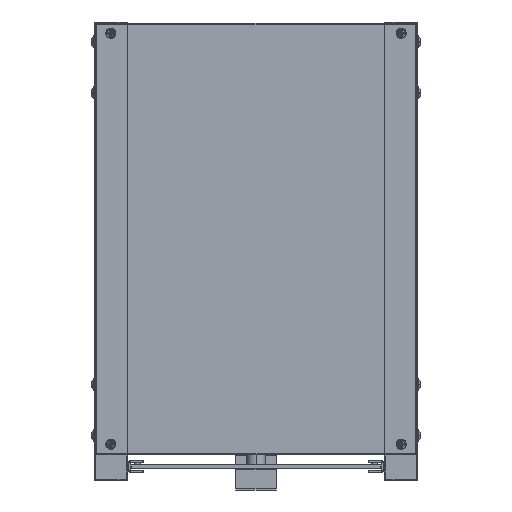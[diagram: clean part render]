
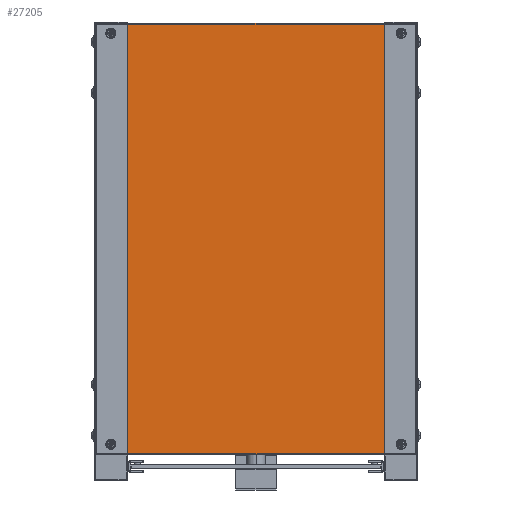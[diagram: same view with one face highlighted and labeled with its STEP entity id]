
A CAD part, left-side view. The second image highlights one B-rep face of the part: STEP entity #27205.
In plain terms, the highlighted face is planar.
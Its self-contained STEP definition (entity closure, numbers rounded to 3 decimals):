
#231 = LINE ( 'NONE', #46758, #27276 ) ;
#721 = CARTESIAN_POINT ( 'NONE',  ( -211.75, 0., 157.5 ) ) ;
#1360 = VERTEX_POINT ( 'NONE', #10240 ) ;
#1393 = ORIENTED_EDGE ( 'NONE', *, *, #49791, .F. ) ;
#1451 = EDGE_CURVE ( 'NONE', #5848, #21946, #15480, .T. ) ;
#1788 = CARTESIAN_POINT ( 'NONE',  ( 201.75, 0., 142.5 ) ) ;
#1954 = DIRECTION ( 'NONE',  ( 0., 0., 1. ) ) ;
#3609 = FACE_BOUND ( 'NONE', #6468, .T. ) ;
#3648 = DIRECTION ( 'NONE',  ( 0., 0., -1. ) ) ;
#5673 = ORIENTED_EDGE ( 'NONE', *, *, #25962, .F. ) ;
#5848 = VERTEX_POINT ( 'NONE', #50266 ) ;
#6183 = CARTESIAN_POINT ( 'NONE',  ( -201.75, 0., -142.5 ) ) ;
#6212 = DIRECTION ( 'NONE',  ( 0., -1., 0. ) ) ;
#6237 = AXIS2_PLACEMENT_3D ( 'NONE', #6243, #9904, #37368 ) ;
#6243 = CARTESIAN_POINT ( 'NONE',  ( -201.75, 0., 142.5 ) ) ;
#6468 = EDGE_LOOP ( 'NONE', ( #12696, #23188 ) ) ;
#6740 = CARTESIAN_POINT ( 'NONE',  ( -201.75, 0., -142.5 ) ) ;
#8227 = EDGE_LOOP ( 'NONE', ( #1393, #9063 ) ) ;
#8230 = CARTESIAN_POINT ( 'NONE',  ( 201.75, 0., 144.2 ) ) ;
#9056 = EDGE_CURVE ( 'NONE', #13915, #36336, #21107, .T. ) ;
#9063 = ORIENTED_EDGE ( 'NONE', *, *, #21863, .F. ) ;
#9672 = EDGE_CURVE ( 'NONE', #21946, #5848, #42634, .T. ) ;
#9720 = EDGE_CURVE ( 'NONE', #10644, #52138, #231, .T. ) ;
#9904 = DIRECTION ( 'NONE',  ( 0., -1., 0. ) ) ;
#10240 = CARTESIAN_POINT ( 'NONE',  ( -211.75, 0., -157.5 ) ) ;
#10644 = VERTEX_POINT ( 'NONE', #50843 ) ;
#10987 = DIRECTION ( 'NONE',  ( 0., 0., 1. ) ) ;
#11464 = CIRCLE ( 'NONE', #6237, 1.7 ) ;
#11651 = EDGE_CURVE ( 'NONE', #36336, #13915, #25666, .T. ) ;
#11804 = CARTESIAN_POINT ( 'NONE',  ( 201.75, 0., -144.2 ) ) ;
#12696 = ORIENTED_EDGE ( 'NONE', *, *, #1451, .F. ) ;
#13915 = VERTEX_POINT ( 'NONE', #16600 ) ;
#14344 = VERTEX_POINT ( 'NONE', #23589 ) ;
#15084 = DIRECTION ( 'NONE',  ( 0., 0., 1. ) ) ;
#15480 = CIRCLE ( 'NONE', #35008, 1.7 ) ;
#16600 = CARTESIAN_POINT ( 'NONE',  ( -201.75, 0., -144.2 ) ) ;
#17878 = EDGE_CURVE ( 'NONE', #54665, #10644, #21009, .T. ) ;
#17901 = DIRECTION ( 'NONE',  ( 0., -1., 0. ) ) ;
#19877 = ORIENTED_EDGE ( 'NONE', *, *, #9056, .F. ) ;
#20345 = AXIS2_PLACEMENT_3D ( 'NONE', #47952, #43084, #21445 ) ;
#21009 = LINE ( 'NONE', #39534, #37751 ) ;
#21016 = CARTESIAN_POINT ( 'NONE',  ( 201.75, 0., -142.5 ) ) ;
#21107 = CIRCLE ( 'NONE', #32425, 1.7 ) ;
#21445 = DIRECTION ( 'NONE',  ( 0., 0., -1. ) ) ;
#21609 = FACE_BOUND ( 'NONE', #28350, .T. ) ;
#21863 = EDGE_CURVE ( 'NONE', #14344, #23853, #41118, .T. ) ;
#21946 = VERTEX_POINT ( 'NONE', #8230 ) ;
#22025 = DIRECTION ( 'NONE',  ( 0., 0., -1. ) ) ;
#23024 = FACE_OUTER_BOUND ( 'NONE', #33573, .T. ) ;
#23188 = ORIENTED_EDGE ( 'NONE', *, *, #9672, .F. ) ;
#23589 = CARTESIAN_POINT ( 'NONE',  ( -201.75, 0., 144.2 ) ) ;
#23853 = VERTEX_POINT ( 'NONE', #24529 ) ;
#24426 = ORIENTED_EDGE ( 'NONE', *, *, #9720, .F. ) ;
#24529 = CARTESIAN_POINT ( 'NONE',  ( -201.75, 0., 140.8 ) ) ;
#24768 = CARTESIAN_POINT ( 'NONE',  ( -201.75, 0., -140.8 ) ) ;
#25099 = AXIS2_PLACEMENT_3D ( 'NONE', #33946, #52256, #3648 ) ;
#25666 = CIRCLE ( 'NONE', #44468, 1.7 ) ;
#25734 = CARTESIAN_POINT ( 'NONE',  ( 0., 0., 0. ) ) ;
#25962 = EDGE_CURVE ( 'NONE', #39307, #46500, #39939, .T. ) ;
#27205 = ADVANCED_FACE ( 'NONE', ( #33475, #21609, #3609, #56509, #23024 ), #52426, .T. ) ;
#27276 = VECTOR ( 'NONE', #55726, 1000. ) ;
#27370 = VECTOR ( 'NONE', #48103, 1000. ) ;
#28350 = EDGE_LOOP ( 'NONE', ( #19877, #30069 ) ) ;
#30069 = ORIENTED_EDGE ( 'NONE', *, *, #11651, .F. ) ;
#32425 = AXIS2_PLACEMENT_3D ( 'NONE', #6740, #55410, #10987 ) ;
#33475 = FACE_BOUND ( 'NONE', #8227, .T. ) ;
#33573 = EDGE_LOOP ( 'NONE', ( #51700, #51290, #24426, #45268 ) ) ;
#33691 = CARTESIAN_POINT ( 'NONE',  ( 201.75, 0., 142.5 ) ) ;
#33946 = CARTESIAN_POINT ( 'NONE',  ( 201.75, 0., -142.5 ) ) ;
#34064 = DIRECTION ( 'NONE',  ( 0., -1., 0. ) ) ;
#34091 = DIRECTION ( 'NONE',  ( -1., 0., 0. ) ) ;
#34955 = LINE ( 'NONE', #43434, #53590 ) ;
#35008 = AXIS2_PLACEMENT_3D ( 'NONE', #1788, #6212, #15084 ) ;
#36336 = VERTEX_POINT ( 'NONE', #24768 ) ;
#37368 = DIRECTION ( 'NONE',  ( 0., 0., -1. ) ) ;
#37506 = DIRECTION ( 'NONE',  ( 0., -1., 0. ) ) ;
#37751 = VECTOR ( 'NONE', #57045, 1000. ) ;
#38220 = DIRECTION ( 'NONE',  ( 0., -1., 0. ) ) ;
#38603 = EDGE_CURVE ( 'NONE', #1360, #54665, #42744, .T. ) ;
#39307 = VERTEX_POINT ( 'NONE', #49378 ) ;
#39534 = CARTESIAN_POINT ( 'NONE',  ( 211.75, 0., 157.5 ) ) ;
#39939 = CIRCLE ( 'NONE', #46255, 1.7 ) ;
#41118 = CIRCLE ( 'NONE', #20345, 1.7 ) ;
#41159 = AXIS2_PLACEMENT_3D ( 'NONE', #25734, #17901, #22025 ) ;
#41242 = EDGE_CURVE ( 'NONE', #46500, #39307, #52915, .T. ) ;
#42634 = CIRCLE ( 'NONE', #53011, 1.7 ) ;
#42744 = LINE ( 'NONE', #56868, #27370 ) ;
#42948 = EDGE_CURVE ( 'NONE', #52138, #1360, #34955, .T. ) ;
#43084 = DIRECTION ( 'NONE',  ( 0., -1., 0. ) ) ;
#43434 = CARTESIAN_POINT ( 'NONE',  ( 211.75, 0., -157.5 ) ) ;
#44468 = AXIS2_PLACEMENT_3D ( 'NONE', #6183, #37506, #1954 ) ;
#45268 = ORIENTED_EDGE ( 'NONE', *, *, #17878, .F. ) ;
#45729 = CARTESIAN_POINT ( 'NONE',  ( 211.75, 0., -157.5 ) ) ;
#46255 = AXIS2_PLACEMENT_3D ( 'NONE', #21016, #34064, #52189 ) ;
#46500 = VERTEX_POINT ( 'NONE', #11804 ) ;
#46758 = CARTESIAN_POINT ( 'NONE',  ( 211.75, 0., -157.5 ) ) ;
#47137 = DIRECTION ( 'NONE',  ( 0., 0., 1. ) ) ;
#47952 = CARTESIAN_POINT ( 'NONE',  ( -201.75, 0., 142.5 ) ) ;
#48103 = DIRECTION ( 'NONE',  ( 0., 0., 1. ) ) ;
#49378 = CARTESIAN_POINT ( 'NONE',  ( 201.75, 0., -140.8 ) ) ;
#49791 = EDGE_CURVE ( 'NONE', #23853, #14344, #11464, .T. ) ;
#50266 = CARTESIAN_POINT ( 'NONE',  ( 201.75, 0., 140.8 ) ) ;
#50843 = CARTESIAN_POINT ( 'NONE',  ( 211.75, 0., 157.5 ) ) ;
#51021 = EDGE_LOOP ( 'NONE', ( #52633, #5673 ) ) ;
#51290 = ORIENTED_EDGE ( 'NONE', *, *, #42948, .F. ) ;
#51700 = ORIENTED_EDGE ( 'NONE', *, *, #38603, .F. ) ;
#52138 = VERTEX_POINT ( 'NONE', #45729 ) ;
#52189 = DIRECTION ( 'NONE',  ( 0., 0., -1. ) ) ;
#52256 = DIRECTION ( 'NONE',  ( 0., -1., 0. ) ) ;
#52426 = PLANE ( 'NONE',  #41159 ) ;
#52633 = ORIENTED_EDGE ( 'NONE', *, *, #41242, .F. ) ;
#52915 = CIRCLE ( 'NONE', #25099, 1.7 ) ;
#53011 = AXIS2_PLACEMENT_3D ( 'NONE', #33691, #38220, #47137 ) ;
#53590 = VECTOR ( 'NONE', #34091, 1000. ) ;
#54665 = VERTEX_POINT ( 'NONE', #721 ) ;
#55410 = DIRECTION ( 'NONE',  ( 0., -1., 0. ) ) ;
#55726 = DIRECTION ( 'NONE',  ( 0., 0., -1. ) ) ;
#56509 = FACE_BOUND ( 'NONE', #51021, .T. ) ;
#56868 = CARTESIAN_POINT ( 'NONE',  ( -211.75, 0., -157.5 ) ) ;
#57045 = DIRECTION ( 'NONE',  ( 1., 0., 0. ) ) ;
